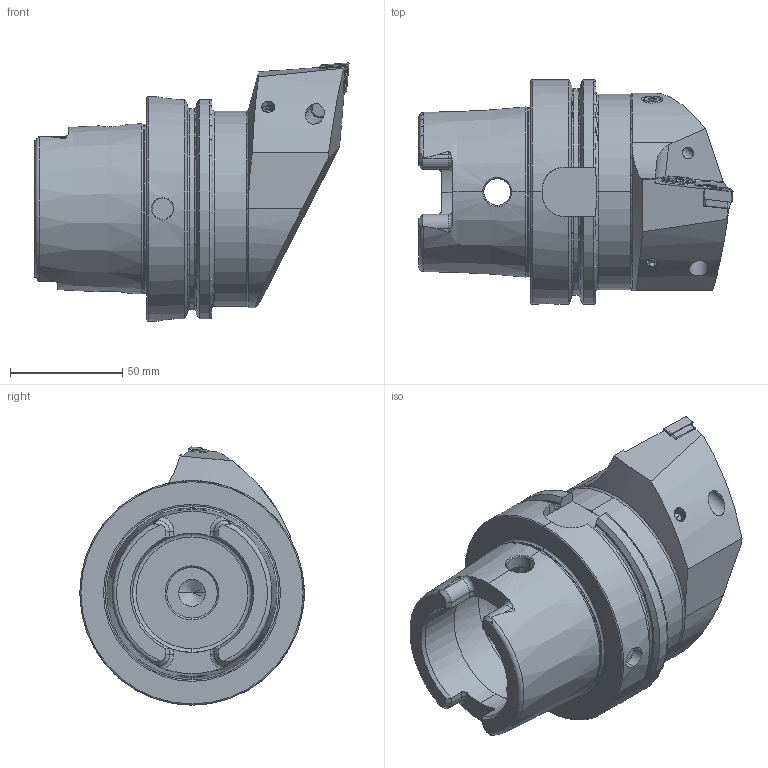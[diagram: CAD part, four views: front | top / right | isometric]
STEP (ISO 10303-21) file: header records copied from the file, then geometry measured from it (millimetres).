
FILE_DESCRIPTION (( 'STEP AP214' ), '1' );
FILE_NAME ('-PC..LLY.090-HP.STEP', '2022-02-04T10:44:44', ( '' ), ( '' ), 'SwSTEP 2.0', 'SolidWorks 2017', '' );
FILE_SCHEMA (( 'AUTOMOTIVE_DESIGN' ));
Length unit declared in the file: millimetre
Products named in the file (13): -PC..LLY.090-HP; CNMG120404; WCD-ER4.101.017_A; WCD-ER2.101.003_A; ISO 8752 2x8; KVT_MB_600_060; CHP-ER1.015.006_A; CHP-ER1.015.006; CHP-ER1.008.014_A; HA0-PCD.LLY.090-HP_A_Fertigbearbeitung; DIN 7991 - M5x15; DIN 3771 - 13x1; WCD-ER3.101.000_A
Assembly tree (12 placements, depth 3):
  -PC..LLY.090-HP
    HA0-PCD.LLY.090-HP_A_Fertigbearbeitung
    WCD-ER2.101.003_A
    WCD-ER4.101.017_A
    WCD-ER3.101.000_A
    CHP-ER1.008.014_A
    CHP-ER1.015.006
      CHP-ER1.015.006_A
      DIN 3771 - 13x1
      DIN 7991 - M5x15
    KVT_MB_600_060
    ISO 8752 2x8
    CNMG120404
Bounding box: 139.9 x 100 x 115 mm (x, y, z)
Volume: 509658.9 mm3; surface area: 72154.1 mm2
Topology: 12 solids, 12 shells, 507 faces, 1245 edges, 748 vertices
Faces by surface type: plane 156, cylinder 142, cone 136, torus 55, bspline 16, sphere 2
Entity records: 18586 total; most frequent: CARTESIAN_POINT 5141, DIRECTION 2444, ORIENTED_EDGE 2440, EDGE_CURVE 1220, AXIS2_PLACEMENT_3D 958, VERTEX_POINT 745, EDGE_LOOP 539, LINE 528
